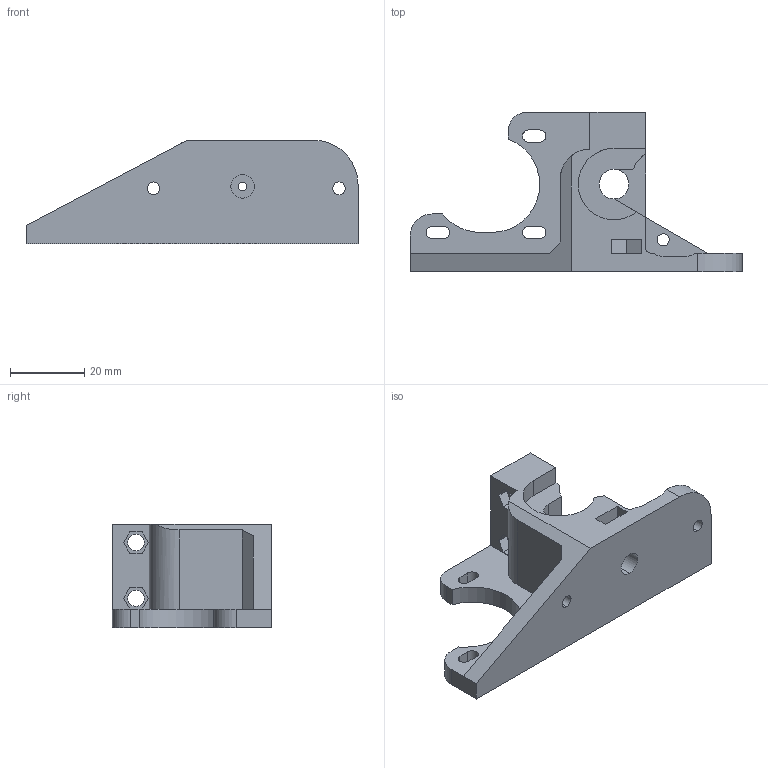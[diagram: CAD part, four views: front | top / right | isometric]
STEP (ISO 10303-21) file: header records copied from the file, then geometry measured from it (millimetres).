
FILE_DESCRIPTION (( 'STEP AP214' ), '1' );
FILE_NAME ('M6-Block.STEP', '2012-04-30T13:07:36', ( 'jeanmarc' ), ( '' ), 'SwSTEP 2.0', 'SolidWorks 2012', '' );
FILE_SCHEMA (( 'AUTOMOTIVE_DESIGN' ));
Length unit declared in the file: millimetre
Products named in the file (1): M6-Block
Bounding box: 89.5 x 43 x 28 mm (x, y, z)
Volume: 29141.9 mm3; surface area: 11867.2 mm2
Topology: 1 solids, 1 shells, 103 faces, 299 edges, 199 vertices
Faces by surface type: plane 58, cylinder 43, cone 2
Entity records: 3507 total; most frequent: CARTESIAN_POINT 625, ORIENTED_EDGE 598, DIRECTION 592, EDGE_CURVE 299, VECTOR 204, LINE 204, VERTEX_POINT 199, AXIS2_PLACEMENT_3D 194
